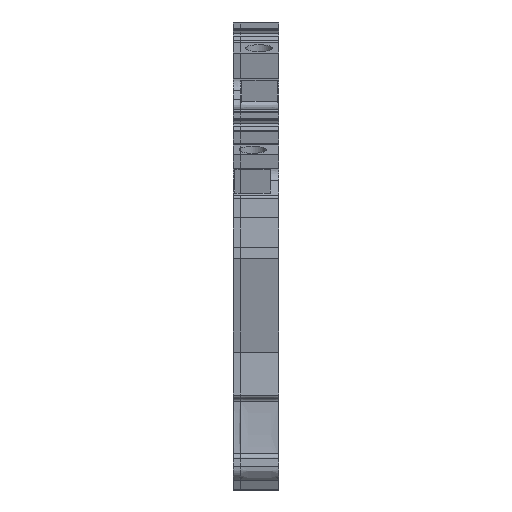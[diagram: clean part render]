
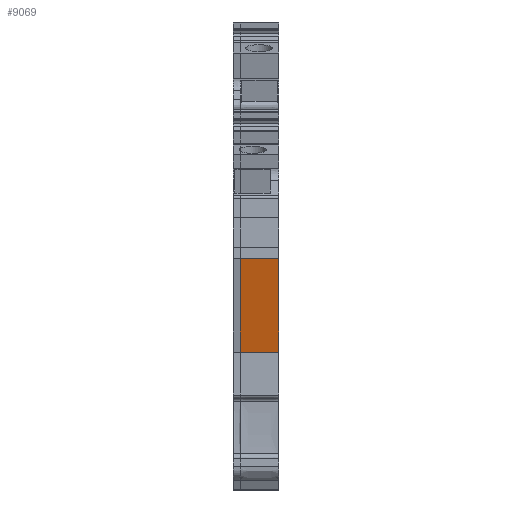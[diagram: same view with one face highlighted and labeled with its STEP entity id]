
A CAD part, front view. The second image highlights one B-rep face of the part: STEP entity #9069.
In plain terms, the highlighted planar face has unit normal (0, -0.968, -0.25).
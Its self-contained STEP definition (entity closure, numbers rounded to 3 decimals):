
#9049=AXIS2_PLACEMENT_3D('Plane Axis2P3D',#9046,#9047,#9048) ;
#655=CARTESIAN_POINT('Vertex',(6.4,0.04,32.629)) ;
#658=CARTESIAN_POINT('Line Origine',(6.4,1.74,26.037)) ;
#662=CARTESIAN_POINT('Vertex',(6.4,3.44,19.446)) ;
#9027=CARTESIAN_POINT('Line Origine',(3.7,3.44,19.446)) ;
#9031=CARTESIAN_POINT('Vertex',(1.,3.44,19.446)) ;
#9046=CARTESIAN_POINT('Axis2P3D Location',(0.,0.04,32.629)) ;
#9051=CARTESIAN_POINT('Line Origine',(3.7,0.04,32.629)) ;
#9055=CARTESIAN_POINT('Vertex',(1.,0.04,32.629)) ;
#9058=CARTESIAN_POINT('Line Origine',(1.,1.74,26.037)) ;
#659=DIRECTION('Vector Direction',(0.,0.25,-0.968)) ;
#9028=DIRECTION('Vector Direction',(1.,0.,0.)) ;
#9047=DIRECTION('Axis2P3D Direction',(0.,-0.968,-0.25)) ;
#9048=DIRECTION('Axis2P3D XDirection',(0.,0.25,-0.968)) ;
#9052=DIRECTION('Vector Direction',(1.,0.,0.)) ;
#9059=DIRECTION('Vector Direction',(0.,0.25,-0.968)) ;
#660=VECTOR('Line Direction',#659,1.) ;
#9029=VECTOR('Line Direction',#9028,1.) ;
#9053=VECTOR('Line Direction',#9052,1.) ;
#9060=VECTOR('Line Direction',#9059,1.) ;
#9064=ORIENTED_EDGE('',*,*,#664,.T.) ;
#9065=ORIENTED_EDGE('',*,*,#9057,.F.) ;
#9066=ORIENTED_EDGE('',*,*,#9062,.F.) ;
#9067=ORIENTED_EDGE('',*,*,#9033,.T.) ;
#9069=ADVANCED_FACE('ISGH',(#9068),#9050,.T.) ;
#664=EDGE_CURVE('',#663,#656,#661,.F.) ;
#9033=EDGE_CURVE('',#9032,#663,#9030,.T.) ;
#9057=EDGE_CURVE('',#9056,#656,#9054,.T.) ;
#9062=EDGE_CURVE('',#9032,#9056,#9061,.F.) ;
#9063=EDGE_LOOP('',(#9064,#9065,#9066,#9067)) ;
#9068=FACE_OUTER_BOUND('',#9063,.T.) ;
#661=LINE('Line',#658,#660) ;
#9030=LINE('Line',#9027,#9029) ;
#9054=LINE('Line',#9051,#9053) ;
#9061=LINE('Line',#9058,#9060) ;
#9050=PLANE('',#9049) ;
#656=VERTEX_POINT('',#655) ;
#663=VERTEX_POINT('',#662) ;
#9032=VERTEX_POINT('',#9031) ;
#9056=VERTEX_POINT('',#9055) ;
